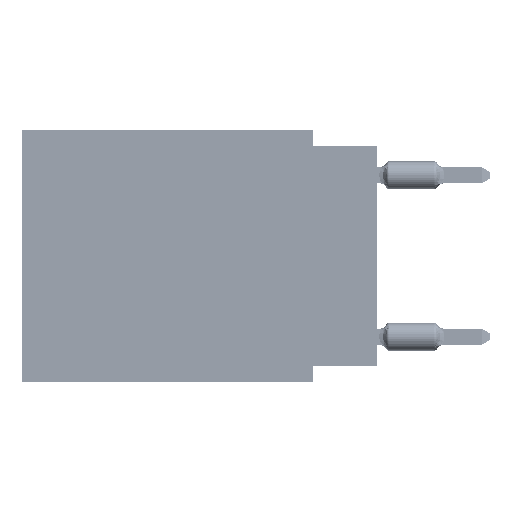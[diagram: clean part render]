
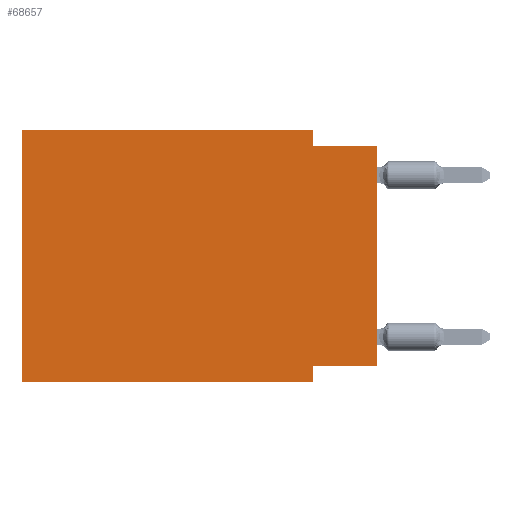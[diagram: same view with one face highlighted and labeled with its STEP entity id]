
A CAD part, left-side view. The second image highlights one B-rep face of the part: STEP entity #68657.
In plain terms, the highlighted planar face has unit normal (-1, 0, 0).
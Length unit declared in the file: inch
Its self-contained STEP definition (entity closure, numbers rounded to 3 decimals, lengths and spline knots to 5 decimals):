
#1131 = CARTESIAN_POINT ( 'NONE',  ( 0., 0., -0.025 ) ) ;
#1829 = VERTEX_POINT ( 'NONE', #7063 ) ;
#3460 = CARTESIAN_POINT ( 'NONE',  ( 0., 0.55, 0. ) ) ;
#3610 = ORIENTED_EDGE ( 'NONE', *, *, #74567, .F. ) ;
#7063 = CARTESIAN_POINT ( 'NONE',  ( 0., 0.1, -0.025 ) ) ;
#7251 = CARTESIAN_POINT ( 'NONE',  ( 0., 0.1, 0. ) ) ;
#8008 = VECTOR ( 'NONE', #46535, 39.37008 ) ;
#8283 = CARTESIAN_POINT ( 'NONE',  ( 0., 0.55, 0. ) ) ;
#9157 = DIRECTION ( 'NONE',  ( 0., 0., 1. ) ) ;
#9563 = FACE_OUTER_BOUND ( 'NONE', #76299, .T. ) ;
#11401 = CARTESIAN_POINT ( 'NONE',  ( 0., 0.1, -0.39 ) ) ;
#12888 = LINE ( 'NONE', #40645, #33507 ) ;
#15111 = VERTEX_POINT ( 'NONE', #1131 ) ;
#17408 = ORIENTED_EDGE ( 'NONE', *, *, #31288, .T. ) ;
#19726 = CARTESIAN_POINT ( 'NONE',  ( 0., 0.1, -0.39 ) ) ;
#22327 = EDGE_CURVE ( 'NONE', #24003, #26773, #44402, .T. ) ;
#24003 = VERTEX_POINT ( 'NONE', #70830 ) ;
#24057 = DIRECTION ( 'NONE',  ( 0., -1., 0. ) ) ;
#26773 = VERTEX_POINT ( 'NONE', #19726 ) ;
#28267 = ORIENTED_EDGE ( 'NONE', *, *, #58039, .F. ) ;
#29813 = DIRECTION ( 'NONE',  ( 0., 0., 1. ) ) ;
#31288 = EDGE_CURVE ( 'NONE', #59753, #15111, #42177, .T. ) ;
#32005 = CARTESIAN_POINT ( 'NONE',  ( 0., 0.55, -0.39 ) ) ;
#32094 = VECTOR ( 'NONE', #64375, 39.37008 ) ;
#33507 = VECTOR ( 'NONE', #58470, 39.37008 ) ;
#36794 = CARTESIAN_POINT ( 'NONE',  ( 0., 0., -0.365 ) ) ;
#37676 = DIRECTION ( 'NONE',  ( 0., -1., 0. ) ) ;
#40645 = CARTESIAN_POINT ( 'NONE',  ( 0., 0.1, 0. ) ) ;
#42177 = LINE ( 'NONE', #68665, #57003 ) ;
#43017 = DIRECTION ( 'NONE',  ( 0., 0., -1. ) ) ;
#43469 = EDGE_CURVE ( 'NONE', #81867, #26773, #71142, .T. ) ;
#44402 = LINE ( 'NONE', #11401, #32094 ) ;
#46535 = DIRECTION ( 'NONE',  ( 0., -1., 0. ) ) ;
#47376 = VERTEX_POINT ( 'NONE', #55535 ) ;
#48360 = ORIENTED_EDGE ( 'NONE', *, *, #68503, .F. ) ;
#50410 = VECTOR ( 'NONE', #29813, 39.37008 ) ;
#50548 = CARTESIAN_POINT ( 'NONE',  ( 0., 0., -0.025 ) ) ;
#53043 = LINE ( 'NONE', #8283, #8008 ) ;
#53210 = VERTEX_POINT ( 'NONE', #7251 ) ;
#55535 = CARTESIAN_POINT ( 'NONE',  ( 0., 0.55, 0. ) ) ;
#55988 = CARTESIAN_POINT ( 'NONE',  ( 0., 0.55, -0.39 ) ) ;
#57003 = VECTOR ( 'NONE', #9157, 39.37008 ) ;
#58039 = EDGE_CURVE ( 'NONE', #59753, #24003, #68960, .T. ) ;
#58049 = VECTOR ( 'NONE', #82834, 39.37008 ) ;
#58470 = DIRECTION ( 'NONE',  ( 0., 0., -1. ) ) ;
#59753 = VERTEX_POINT ( 'NONE', #70599 ) ;
#60896 = VECTOR ( 'NONE', #37676, 39.37008 ) ;
#63076 = EDGE_CURVE ( 'NONE', #53210, #1829, #12888, .T. ) ;
#64375 = DIRECTION ( 'NONE',  ( 0., 0., -1. ) ) ;
#65528 = ORIENTED_EDGE ( 'NONE', *, *, #43469, .T. ) ;
#67665 = AXIS2_PLACEMENT_3D ( 'NONE', #3460, #69926, #43017 ) ;
#68503 = EDGE_CURVE ( 'NONE', #47376, #53210, #53043, .T. ) ;
#68657 = ADVANCED_FACE ( 'NONE', ( #9563 ), #75597, .F. ) ;
#68665 = CARTESIAN_POINT ( 'NONE',  ( 0., 0., 0. ) ) ;
#68823 = LINE ( 'NONE', #50548, #70957 ) ;
#68960 = LINE ( 'NONE', #36794, #58049 ) ;
#69926 = DIRECTION ( 'NONE',  ( 1., 0., 0. ) ) ;
#70599 = CARTESIAN_POINT ( 'NONE',  ( 0., 0., -0.365 ) ) ;
#70830 = CARTESIAN_POINT ( 'NONE',  ( 0., 0.1, -0.365 ) ) ;
#70957 = VECTOR ( 'NONE', #24057, 39.37008 ) ;
#71142 = LINE ( 'NONE', #32005, #60896 ) ;
#72612 = ORIENTED_EDGE ( 'NONE', *, *, #63076, .F. ) ;
#74567 = EDGE_CURVE ( 'NONE', #1829, #15111, #68823, .T. ) ;
#74600 = CARTESIAN_POINT ( 'NONE',  ( 0., 0.55, 0. ) ) ;
#75041 = LINE ( 'NONE', #74600, #50410 ) ;
#75597 = PLANE ( 'NONE',  #67665 ) ;
#76299 = EDGE_LOOP ( 'NONE', ( #17408, #3610, #72612, #48360, #80295, #65528, #85704, #28267 ) ) ;
#78797 = EDGE_CURVE ( 'NONE', #81867, #47376, #75041, .T. ) ;
#80295 = ORIENTED_EDGE ( 'NONE', *, *, #78797, .F. ) ;
#81867 = VERTEX_POINT ( 'NONE', #55988 ) ;
#82834 = DIRECTION ( 'NONE',  ( 0., 1., 0. ) ) ;
#85704 = ORIENTED_EDGE ( 'NONE', *, *, #22327, .F. ) ;
